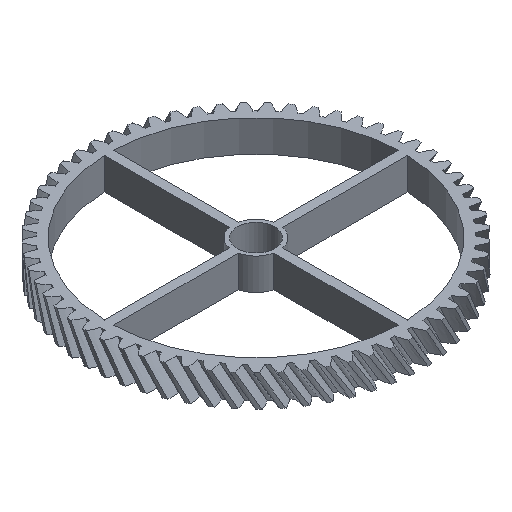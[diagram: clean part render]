
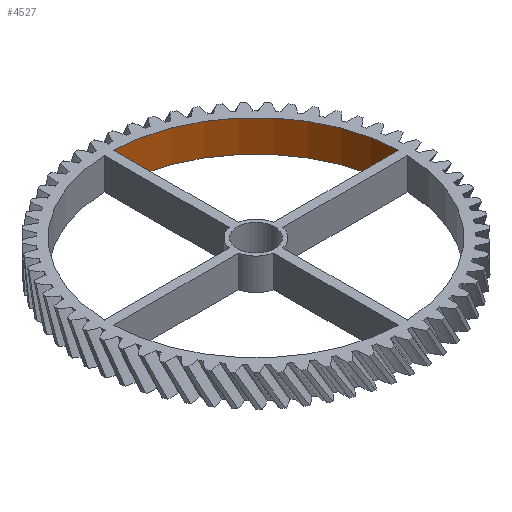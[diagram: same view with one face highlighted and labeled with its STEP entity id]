
A CAD part, isometric view. The second image highlights one B-rep face of the part: STEP entity #4527.
In plain terms, the highlighted cylindrical face has radius 32.5 mm (diameter 65 mm), a partial arc.
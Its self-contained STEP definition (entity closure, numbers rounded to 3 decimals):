
#834=CIRCLE('',#4830,32.5);
#835=CIRCLE('',#4831,32.5);
#966=CYLINDRICAL_SURFACE('',#4829,32.5);
#1044=FACE_OUTER_BOUND('',#1307,.T.);
#1307=EDGE_LOOP('',(#2999,#3000,#3001,#3002));
#1590=LINE('',#5576,#1623);
#1596=LINE('',#5591,#1629);
#1623=VECTOR('',#5101,10.);
#1629=VECTOR('',#5115,10.);
#1656=VERTEX_POINT('',#5572);
#1658=VERTEX_POINT('',#5575);
#1662=VERTEX_POINT('',#5587);
#1663=VERTEX_POINT('',#5589);
#2192=EDGE_CURVE('',#1658,#1656,#1590,.T.);
#2200=EDGE_CURVE('',#1663,#1662,#1596,.T.);
#2201=EDGE_CURVE('',#1662,#1656,#834,.T.);
#2202=EDGE_CURVE('',#1658,#1663,#835,.T.);
#2999=ORIENTED_EDGE('',*,*,#2201,.F.);
#3000=ORIENTED_EDGE('',*,*,#2200,.F.);
#3001=ORIENTED_EDGE('',*,*,#2202,.F.);
#3002=ORIENTED_EDGE('',*,*,#2192,.T.);
#4527=ADVANCED_FACE('',(#1044),#966,.F.);
#4829=AXIS2_PLACEMENT_3D('',#5592,#5116,#5117);
#4830=AXIS2_PLACEMENT_3D('',#5593,#5118,#5119);
#4831=AXIS2_PLACEMENT_3D('',#5594,#5120,#5121);
#5101=DIRECTION('',(0.,0.,-1.));
#5115=DIRECTION('',(0.,0.,-1.));
#5116=DIRECTION('center_axis',(0.,0.,-1.));
#5117=DIRECTION('ref_axis',(1.,0.,0.));
#5118=DIRECTION('center_axis',(0.,0.,1.));
#5119=DIRECTION('ref_axis',(1.,0.,0.));
#5120=DIRECTION('center_axis',(0.,0.,-1.));
#5121=DIRECTION('ref_axis',(1.,0.,0.));
#5572=CARTESIAN_POINT('',(1.,32.485,0.));
#5575=CARTESIAN_POINT('',(1.,32.485,7.));
#5576=CARTESIAN_POINT('',(1.,32.485,7.));
#5587=CARTESIAN_POINT('',(32.485,1.,0.));
#5589=CARTESIAN_POINT('',(32.485,1.,7.));
#5591=CARTESIAN_POINT('',(32.485,1.,7.));
#5592=CARTESIAN_POINT('Origin',(0.,0.,7.));
#5593=CARTESIAN_POINT('Origin',(0.,0.,0.));
#5594=CARTESIAN_POINT('Origin',(0.,0.,7.));
